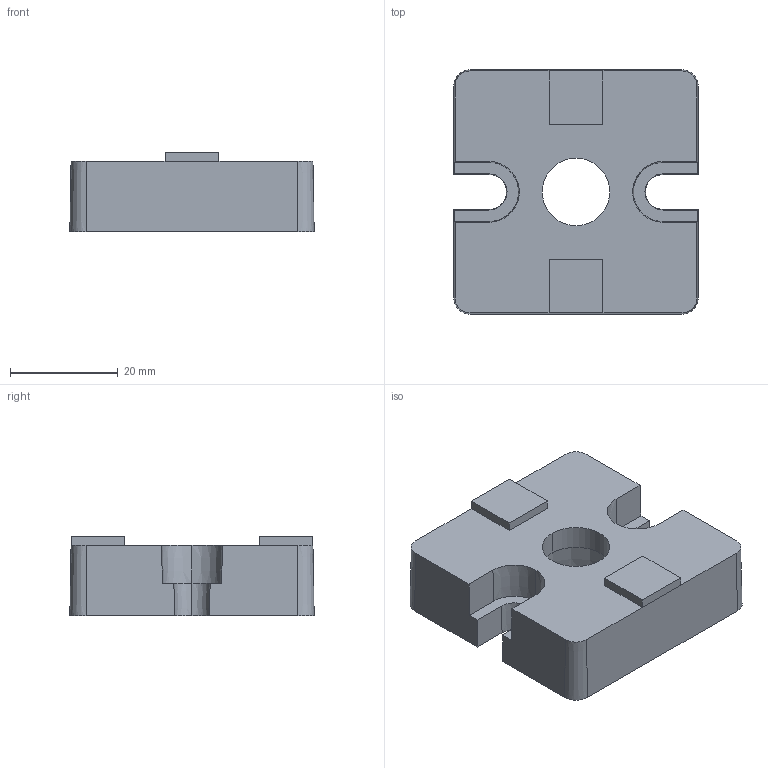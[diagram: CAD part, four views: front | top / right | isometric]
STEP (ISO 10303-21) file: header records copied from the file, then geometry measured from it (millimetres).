
FILE_DESCRIPTION (( 'STEP AP203' ), '1' );
FILE_NAME ('412191175_c_1.STEP', '2023-01-18T03:55:29', ( '' ), ( '' ), 'SwSTEP 2.0', 'SolidWorks 2014', '' );
FILE_SCHEMA (( 'CONFIG_CONTROL_DESIGN' ));
Length unit declared in the file: millimetre
Products named in the file (1): 412191175_c_1
Bounding box: 45.25 x 45.25 x 14.7 mm (x, y, z)
Volume: 14555.5 mm3; surface area: 8950.4 mm2
Topology: 1 solids, 1 shells, 171 faces, 436 edges, 262 vertices
Faces by surface type: plane 49, cylinder 36, sphere 27, cone 25, torus 18, bspline 16
Entity records: 5985 total; most frequent: CARTESIAN_POINT 2032, ORIENTED_EDGE 824, DIRECTION 813, EDGE_CURVE 412, AXIS2_PLACEMENT_3D 318, VERTEX_POINT 246, VECTOR 177, LINE 177
